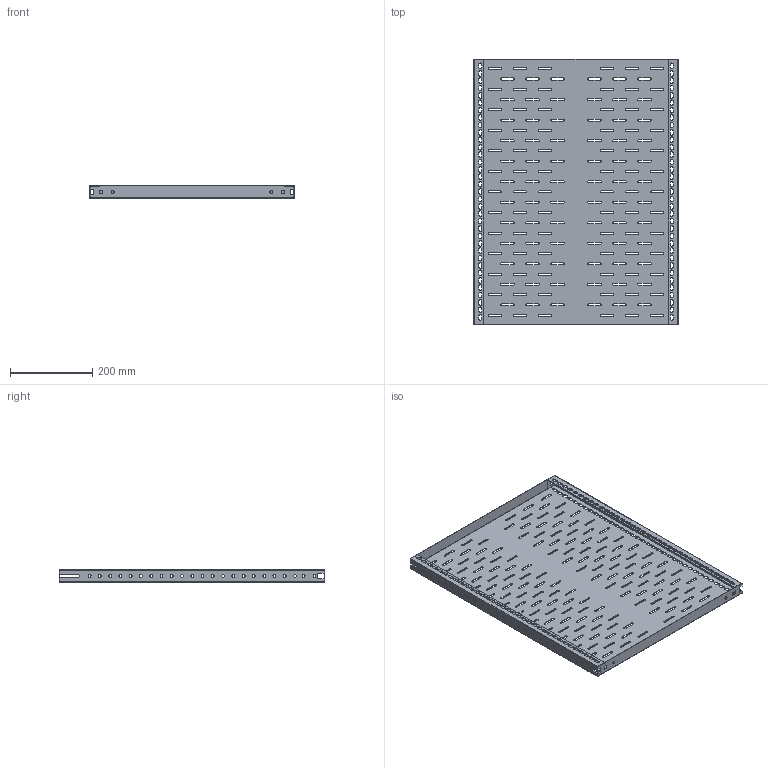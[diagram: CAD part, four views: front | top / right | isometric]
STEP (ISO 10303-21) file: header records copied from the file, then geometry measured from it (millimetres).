
FILE_DESCRIPTION (( 'STEP AP203' ), '1' );
FILE_NAME ('R5DOE6645.step', '2011-03-17T12:02:10', ( 'User' ), ( 'DKC' ), 'SwSTEP 2.0', 'SolidWorks 2011', '' );
FILE_SCHEMA (( 'CONFIG_CONTROL_DESIGN' ));
Products named in the file (1): R5DOE6645
Bounding box: 499 x 646.5 x 30 mm (x, y, z)
Volume: 564574 mm3; surface area: 782830.9 mm2
Topology: 1 solids, 1 shells, 1548 faces, 4576 edges, 3028 vertices
Faces by surface type: cylinder 848, plane 700
Entity records: 53625 total; most frequent: DIRECTION 9382, CARTESIAN_POINT 9153, ORIENTED_EDGE 9152, EDGE_CURVE 4576, AXIS2_PLACEMENT_3D 3257, VERTEX_POINT 3028, VECTOR 2868, LINE 2868
